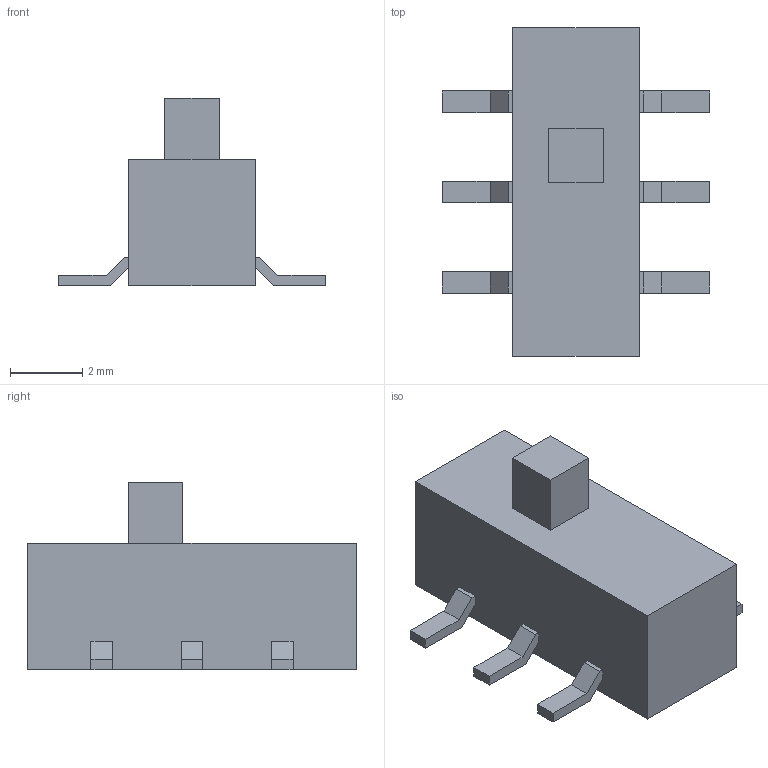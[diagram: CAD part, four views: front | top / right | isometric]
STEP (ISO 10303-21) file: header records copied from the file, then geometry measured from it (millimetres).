
FILE_DESCRIPTION(('FreeCAD Model'),'2;1');
FILE_NAME('Open CASCADE Shape Model','2025-01-24T18:48:20',( 'kicad StepUp'),('ksu MCAD'),'Open CASCADE STEP processor 7.8', 'FreeCAD','Unknown');
FILE_SCHEMA(('AUTOMOTIVE_DESIGN { 1 0 10303 214 1 1 1 1 }'));
Length unit declared in the file: millimetre
Products named in the file (1): MST22D18G_125
Bounding box: 7.4 x 9.1 x 5.2 mm (x, y, z)
Volume: 117.6 mm3; surface area: 185.4 mm2
Topology: 1 solids, 1 shells, 59 faces, 150 edges, 100 vertices
Faces by surface type: plane 59
Entity records: 2299 total; most frequent: CARTESIAN_POINT 310, ORIENTED_EDGE 300, DIRECTION 270, EDGE_CURVE 150, LINE 150, VECTOR 150, VERTEX_POINT 100, FACE_BOUND 66
